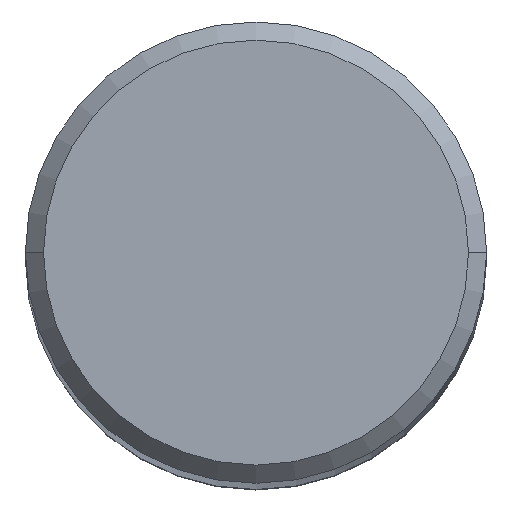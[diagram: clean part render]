
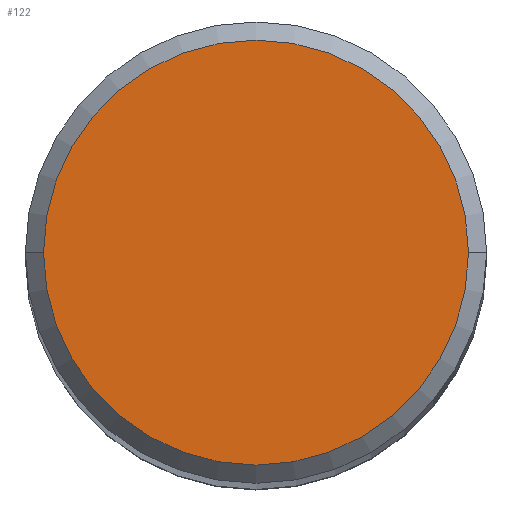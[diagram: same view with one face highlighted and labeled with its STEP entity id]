
A CAD part, top view. The second image highlights one B-rep face of the part: STEP entity #122.
In plain terms, the highlighted planar face has unit normal (0, 0, 1).
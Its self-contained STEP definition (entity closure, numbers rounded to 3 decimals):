
#43=PLANE('',#1062);
#122=ADVANCED_FACE('',(#184),#43,.F.);
#184=FACE_OUTER_BOUND('',#242,.T.);
#242=EDGE_LOOP('',(#384,#385));
#384=ORIENTED_EDGE('',*,*,#616,.T.);
#385=ORIENTED_EDGE('',*,*,#617,.T.);
#530=VERTEX_POINT('',#1674);
#531=VERTEX_POINT('',#1675);
#616=EDGE_CURVE('',#530,#531,#734,.T.);
#617=EDGE_CURVE('',#531,#530,#735,.T.);
#734=CIRCLE('',#1060,11.7);
#735=CIRCLE('',#1061,11.7);
#1060=AXIS2_PLACEMENT_3D('',#1673,#1332,#1333);
#1061=AXIS2_PLACEMENT_3D('',#1676,#1334,#1335);
#1062=AXIS2_PLACEMENT_3D('',#1677,#1336,#1337);
#1332=DIRECTION('',(0.,0.,1.));
#1333=DIRECTION('',(-1.,0.,0.));
#1334=DIRECTION('',(0.,0.,1.));
#1335=DIRECTION('',(1.,0.,0.));
#1336=DIRECTION('',(0.,0.,-1.));
#1337=DIRECTION('',(1.,0.,0.));
#1673=CARTESIAN_POINT('',(0.,0.,0.));
#1674=CARTESIAN_POINT('',(-11.7,0.,0.));
#1675=CARTESIAN_POINT('',(11.7,0.,0.));
#1676=CARTESIAN_POINT('',(0.,0.,0.));
#1677=CARTESIAN_POINT('',(0.,0.,0.));
